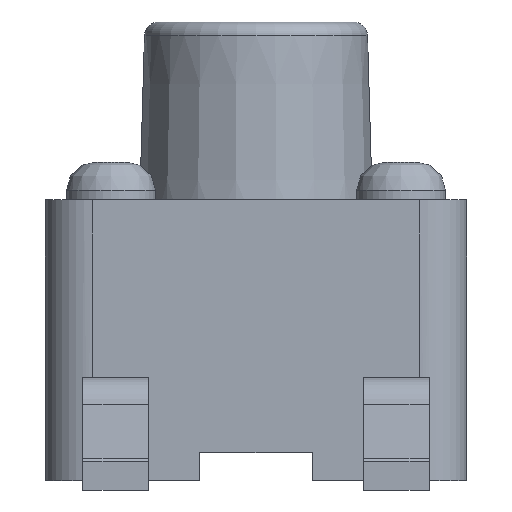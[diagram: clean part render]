
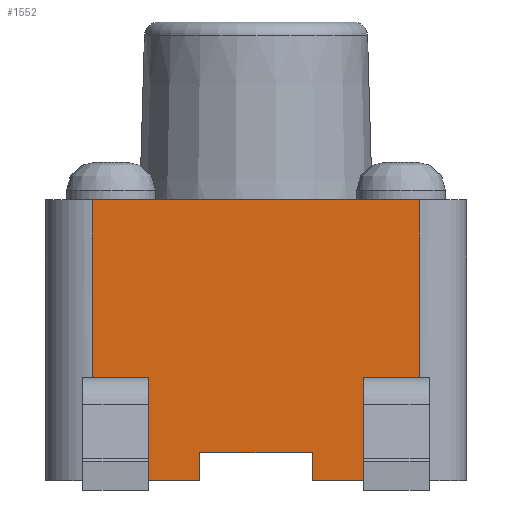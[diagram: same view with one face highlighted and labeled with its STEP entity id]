
A CAD part, left-side view. The second image highlights one B-rep face of the part: STEP entity #1552.
In plain terms, the highlighted planar face has unit normal (-1, 0, 0).
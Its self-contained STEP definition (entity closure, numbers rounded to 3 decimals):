
#800 = VERTEX_POINT('',#801);
#801 = CARTESIAN_POINT('',(-2.25,1.75,3.1));
#808 = EDGE_CURVE('',#809,#800,#811,.T.);
#809 = VERTEX_POINT('',#810);
#810 = CARTESIAN_POINT('',(-2.25,-1.75,3.1));
#811 = LINE('',#812,#813);
#812 = CARTESIAN_POINT('',(-2.25,-1.75,3.1));
#813 = VECTOR('',#814,1.);
#814 = DIRECTION('',(0.,1.,0.));
#1379 = VERTEX_POINT('',#1380);
#1380 = CARTESIAN_POINT('',(-2.25,1.75,0.1));
#1387 = EDGE_CURVE('',#1379,#1388,#1390,.T.);
#1388 = VERTEX_POINT('',#1389);
#1389 = CARTESIAN_POINT('',(-2.25,1.75,0.9));
#1390 = LINE('',#1391,#1392);
#1391 = CARTESIAN_POINT('',(-2.25,1.75,0.1));
#1392 = VECTOR('',#1393,1.);
#1393 = DIRECTION('',(0.,0.,1.));
#1413 = VERTEX_POINT('',#1414);
#1414 = CARTESIAN_POINT('',(-2.25,1.75,1.2));
#1421 = EDGE_CURVE('',#1413,#800,#1422,.T.);
#1422 = LINE('',#1423,#1424);
#1423 = CARTESIAN_POINT('',(-2.25,1.75,1.2));
#1424 = VECTOR('',#1425,1.);
#1425 = DIRECTION('',(0.,0.,1.));
#1495 = VERTEX_POINT('',#1496);
#1496 = CARTESIAN_POINT('',(-2.25,0.6,0.1));
#1502 = EDGE_CURVE('',#1379,#1495,#1503,.T.);
#1503 = LINE('',#1504,#1505);
#1504 = CARTESIAN_POINT('',(-2.25,1.75,0.1));
#1505 = VECTOR('',#1506,1.);
#1506 = DIRECTION('',(0.,-1.,0.));
#1552 = ADVANCED_FACE('',(#1553),#1651,.T.);
#1553 = FACE_BOUND('',#1554,.T.);
#1554 = EDGE_LOOP('',(#1555,#1556,#1557,#1565,#1573,#1581,#1589,#1597,
    #1605,#1613,#1621,#1627,#1628,#1629,#1637,#1645));
#1555 = ORIENTED_EDGE('',*,*,#1387,.F.);
#1556 = ORIENTED_EDGE('',*,*,#1502,.T.);
#1557 = ORIENTED_EDGE('',*,*,#1558,.T.);
#1558 = EDGE_CURVE('',#1495,#1559,#1561,.T.);
#1559 = VERTEX_POINT('',#1560);
#1560 = CARTESIAN_POINT('',(-2.25,0.6,0.4));
#1561 = LINE('',#1562,#1563);
#1562 = CARTESIAN_POINT('',(-2.25,0.6,0.1));
#1563 = VECTOR('',#1564,1.);
#1564 = DIRECTION('',(0.,0.,1.));
#1565 = ORIENTED_EDGE('',*,*,#1566,.T.);
#1566 = EDGE_CURVE('',#1559,#1567,#1569,.T.);
#1567 = VERTEX_POINT('',#1568);
#1568 = CARTESIAN_POINT('',(-2.25,-0.6,0.4));
#1569 = LINE('',#1570,#1571);
#1570 = CARTESIAN_POINT('',(-2.25,0.6,0.4));
#1571 = VECTOR('',#1572,1.);
#1572 = DIRECTION('',(0.,-1.,0.));
#1573 = ORIENTED_EDGE('',*,*,#1574,.T.);
#1574 = EDGE_CURVE('',#1567,#1575,#1577,.T.);
#1575 = VERTEX_POINT('',#1576);
#1576 = CARTESIAN_POINT('',(-2.25,-0.6,0.1));
#1577 = LINE('',#1578,#1579);
#1578 = CARTESIAN_POINT('',(-2.25,-0.6,0.4));
#1579 = VECTOR('',#1580,1.);
#1580 = DIRECTION('',(0.,0.,-1.));
#1581 = ORIENTED_EDGE('',*,*,#1582,.T.);
#1582 = EDGE_CURVE('',#1575,#1583,#1585,.T.);
#1583 = VERTEX_POINT('',#1584);
#1584 = CARTESIAN_POINT('',(-2.25,-1.75,0.1));
#1585 = LINE('',#1586,#1587);
#1586 = CARTESIAN_POINT('',(-2.25,-0.6,0.1));
#1587 = VECTOR('',#1588,1.);
#1588 = DIRECTION('',(0.,-1.,0.));
#1589 = ORIENTED_EDGE('',*,*,#1590,.F.);
#1590 = EDGE_CURVE('',#1591,#1583,#1593,.T.);
#1591 = VERTEX_POINT('',#1592);
#1592 = CARTESIAN_POINT('',(-2.25,-1.75,0.9));
#1593 = LINE('',#1594,#1595);
#1594 = CARTESIAN_POINT('',(-2.25,-1.75,0.9));
#1595 = VECTOR('',#1596,1.);
#1596 = DIRECTION('',(0.,0.,-1.));
#1597 = ORIENTED_EDGE('',*,*,#1598,.T.);
#1598 = EDGE_CURVE('',#1591,#1599,#1601,.T.);
#1599 = VERTEX_POINT('',#1600);
#1600 = CARTESIAN_POINT('',(-2.25,-1.15,0.9));
#1601 = LINE('',#1602,#1603);
#1602 = CARTESIAN_POINT('',(-2.25,-1.75,0.9));
#1603 = VECTOR('',#1604,1.);
#1604 = DIRECTION('',(0.,1.,0.));
#1605 = ORIENTED_EDGE('',*,*,#1606,.T.);
#1606 = EDGE_CURVE('',#1599,#1607,#1609,.T.);
#1607 = VERTEX_POINT('',#1608);
#1608 = CARTESIAN_POINT('',(-2.25,-1.15,1.2));
#1609 = LINE('',#1610,#1611);
#1610 = CARTESIAN_POINT('',(-2.25,-1.15,0.9));
#1611 = VECTOR('',#1612,1.);
#1612 = DIRECTION('',(0.,0.,1.));
#1613 = ORIENTED_EDGE('',*,*,#1614,.T.);
#1614 = EDGE_CURVE('',#1607,#1615,#1617,.T.);
#1615 = VERTEX_POINT('',#1616);
#1616 = CARTESIAN_POINT('',(-2.25,-1.75,1.2));
#1617 = LINE('',#1618,#1619);
#1618 = CARTESIAN_POINT('',(-2.25,-1.15,1.2));
#1619 = VECTOR('',#1620,1.);
#1620 = DIRECTION('',(0.,-1.,0.));
#1621 = ORIENTED_EDGE('',*,*,#1622,.F.);
#1622 = EDGE_CURVE('',#809,#1615,#1623,.T.);
#1623 = LINE('',#1624,#1625);
#1624 = CARTESIAN_POINT('',(-2.25,-1.75,3.1));
#1625 = VECTOR('',#1626,1.);
#1626 = DIRECTION('',(0.,0.,-1.));
#1627 = ORIENTED_EDGE('',*,*,#808,.T.);
#1628 = ORIENTED_EDGE('',*,*,#1421,.F.);
#1629 = ORIENTED_EDGE('',*,*,#1630,.T.);
#1630 = EDGE_CURVE('',#1413,#1631,#1633,.T.);
#1631 = VERTEX_POINT('',#1632);
#1632 = CARTESIAN_POINT('',(-2.25,1.15,1.2));
#1633 = LINE('',#1634,#1635);
#1634 = CARTESIAN_POINT('',(-2.25,1.75,1.2));
#1635 = VECTOR('',#1636,1.);
#1636 = DIRECTION('',(0.,-1.,0.));
#1637 = ORIENTED_EDGE('',*,*,#1638,.T.);
#1638 = EDGE_CURVE('',#1631,#1639,#1641,.T.);
#1639 = VERTEX_POINT('',#1640);
#1640 = CARTESIAN_POINT('',(-2.25,1.15,0.9));
#1641 = LINE('',#1642,#1643);
#1642 = CARTESIAN_POINT('',(-2.25,1.15,1.2));
#1643 = VECTOR('',#1644,1.);
#1644 = DIRECTION('',(0.,0.,-1.));
#1645 = ORIENTED_EDGE('',*,*,#1646,.T.);
#1646 = EDGE_CURVE('',#1639,#1388,#1647,.T.);
#1647 = LINE('',#1648,#1649);
#1648 = CARTESIAN_POINT('',(-2.25,1.15,0.9));
#1649 = VECTOR('',#1650,1.);
#1650 = DIRECTION('',(0.,1.,0.));
#1651 = PLANE('',#1652);
#1652 = AXIS2_PLACEMENT_3D('',#1653,#1654,#1655);
#1653 = CARTESIAN_POINT('',(-2.25,-1.925,-0.05));
#1654 = DIRECTION('',(-1.,0.,0.));
#1655 = DIRECTION('',(0.,0.,1.));
